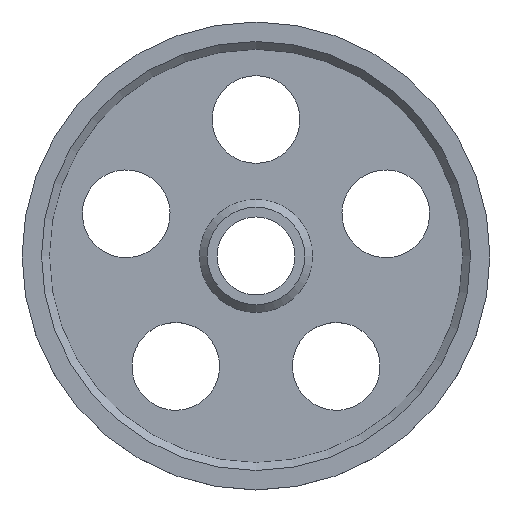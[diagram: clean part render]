
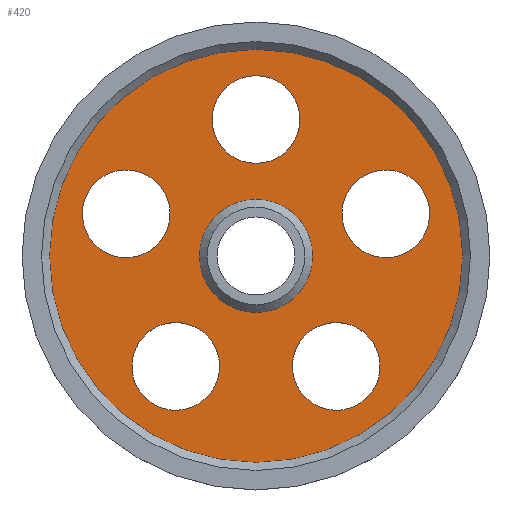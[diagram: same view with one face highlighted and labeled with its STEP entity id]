
A CAD part, top view. The second image highlights one B-rep face of the part: STEP entity #420.
In plain terms, the highlighted planar face has unit normal (0, 0, 1).
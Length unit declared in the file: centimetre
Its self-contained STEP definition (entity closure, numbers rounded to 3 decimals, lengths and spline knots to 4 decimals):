
#107=PLANE('',#470);
#118=VERTEX_POINT('',#592);
#120=VERTEX_POINT('',#597);
#122=VERTEX_POINT('',#602);
#124=VERTEX_POINT('',#607);
#126=VERTEX_POINT('',#612);
#137=VERTEX_POINT('',#642);
#139=VERTEX_POINT('',#647);
#150=CIRCLE('',#434,2.25);
#152=CIRCLE('',#437,2.25);
#154=CIRCLE('',#440,2.25);
#156=CIRCLE('',#443,2.25);
#158=CIRCLE('',#446,2.25);
#169=CIRCLE('',#465,10.6);
#171=CIRCLE('',#468,2.9);
#182=EDGE_CURVE('',#118,#118,#150,.T.);
#184=EDGE_CURVE('',#120,#120,#152,.T.);
#186=EDGE_CURVE('',#122,#122,#154,.T.);
#188=EDGE_CURVE('',#124,#124,#156,.T.);
#190=EDGE_CURVE('',#126,#126,#158,.T.);
#201=EDGE_CURVE('',#137,#137,#169,.T.);
#203=EDGE_CURVE('',#139,#139,#171,.T.);
#247=ORIENTED_EDGE('',*,*,#182,.T.);
#248=ORIENTED_EDGE('',*,*,#184,.T.);
#249=ORIENTED_EDGE('',*,*,#186,.T.);
#250=ORIENTED_EDGE('',*,*,#188,.T.);
#251=ORIENTED_EDGE('',*,*,#190,.T.);
#252=ORIENTED_EDGE('',*,*,#201,.T.);
#253=ORIENTED_EDGE('',*,*,#203,.F.);
#311=EDGE_LOOP('',(#247));
#312=EDGE_LOOP('',(#248));
#313=EDGE_LOOP('',(#249));
#314=EDGE_LOOP('',(#250));
#315=EDGE_LOOP('',(#251));
#316=EDGE_LOOP('',(#252));
#317=EDGE_LOOP('',(#253));
#375=FACE_BOUND('',#311,.T.);
#376=FACE_BOUND('',#312,.T.);
#377=FACE_BOUND('',#313,.T.);
#378=FACE_BOUND('',#314,.T.);
#379=FACE_BOUND('',#315,.T.);
#380=FACE_BOUND('',#316,.T.);
#381=FACE_BOUND('',#317,.T.);
#420=ADVANCED_FACE('',(#375,#376,#377,#378,#379,#380,#381),#107,.F.);
#434=AXIS2_PLACEMENT_3D('',#591,#490,#491);
#437=AXIS2_PLACEMENT_3D('',#596,#496,#497);
#440=AXIS2_PLACEMENT_3D('',#601,#502,#503);
#443=AXIS2_PLACEMENT_3D('',#606,#508,#509);
#446=AXIS2_PLACEMENT_3D('',#611,#514,#515);
#465=AXIS2_PLACEMENT_3D('',#641,#549,#550);
#468=AXIS2_PLACEMENT_3D('',#646,#555,#556);
#470=AXIS2_PLACEMENT_3D('',#650,#559,$);
#490=DIRECTION('',(0.,0.,-1.));
#491=DIRECTION('',(0.695,-2.14,0.));
#496=DIRECTION('',(0.,0.,-1.));
#497=DIRECTION('',(-1.82,-1.323,0.));
#502=DIRECTION('',(0.,0.,-1.));
#503=DIRECTION('',(-1.82,1.323,0.));
#508=DIRECTION('',(0.,0.,-1.));
#509=DIRECTION('',(0.695,2.14,0.));
#514=DIRECTION('',(0.,0.,-1.));
#515=DIRECTION('',(2.25,0.,0.));
#549=DIRECTION('',(0.,0.,1.));
#550=DIRECTION('',(0.,10.6,0.));
#555=DIRECTION('',(0.,0.,1.));
#556=DIRECTION('',(0.,2.9,0.));
#559=DIRECTION('',(0.,0.,-1.));
#591=CARTESIAN_POINT('',(6.6574,2.1631,1.2));
#592=CARTESIAN_POINT('',(5.9621,4.303,1.2));
#596=CARTESIAN_POINT('',(4.1145,-5.6631,1.2));
#597=CARTESIAN_POINT('',(5.9348,-4.3406,1.2));
#601=CARTESIAN_POINT('',(-4.1145,-5.6631,1.2));
#602=CARTESIAN_POINT('',(-2.2942,-6.9856,1.2));
#606=CARTESIAN_POINT('',(-6.6574,2.1631,1.2));
#607=CARTESIAN_POINT('',(-7.3527,0.0232,1.2));
#611=CARTESIAN_POINT('',(0.,7.,1.2));
#612=CARTESIAN_POINT('',(-2.25,7.,1.2));
#641=CARTESIAN_POINT('',(0.,0.,1.2));
#642=CARTESIAN_POINT('',(0.,10.6,1.2));
#646=CARTESIAN_POINT('',(0.,0.,1.2));
#647=CARTESIAN_POINT('',(0.,2.9,1.2));
#650=CARTESIAN_POINT('',(0.,6.75,1.2));
